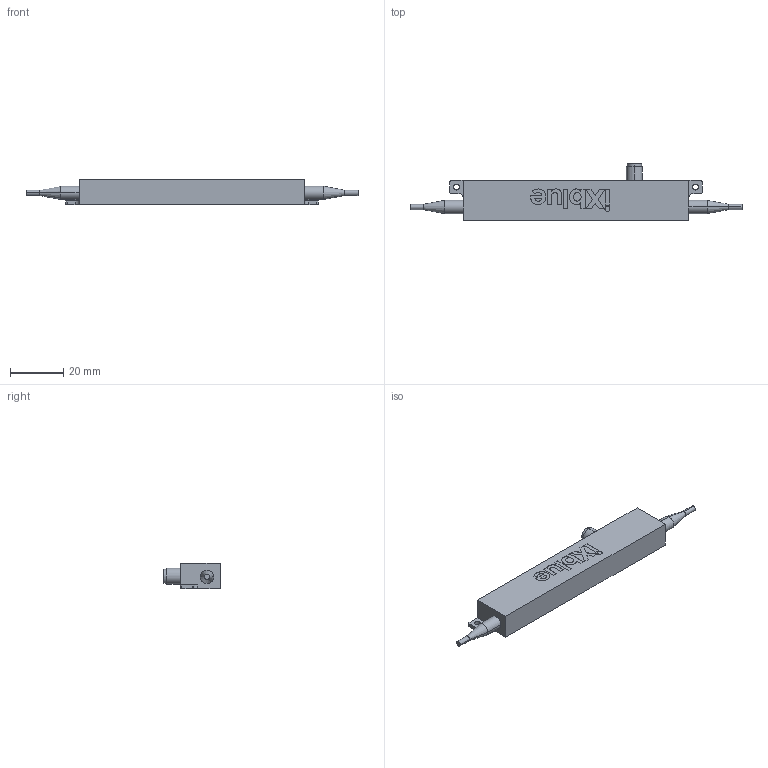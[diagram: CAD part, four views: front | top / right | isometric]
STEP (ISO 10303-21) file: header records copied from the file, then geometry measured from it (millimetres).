
FILE_DESCRIPTION (( 'STEP AP203' ), '1' );
FILE_NAME (' - -Fichier SFF MP part.step', '2017-10-24T06:54:32', ( '' ), ( '' ), 'SwSTEP 2.0', 'SolidWorks 2016', '' );
FILE_SCHEMA (( 'CONFIG_CONTROL_DESIGN' ));
Length unit declared in the file: millimetre
Products named in the file (1):  - -Fichier SFF MP part
Bounding box: 125 x 21.3 x 9.65 mm (x, y, z)
Volume: 12941.8 mm3; surface area: 5302.2 mm2
Topology: 1 solids, 1 shells, 118 faces, 292 edges, 186 vertices
Faces by surface type: plane 63, cylinder 34, cone 12, bspline 9
Entity records: 3723 total; most frequent: CARTESIAN_POINT 878, ORIENTED_EDGE 568, DIRECTION 556, EDGE_CURVE 284, VECTOR 196, LINE 196, VERTEX_POINT 186, AXIS2_PLACEMENT_3D 180
